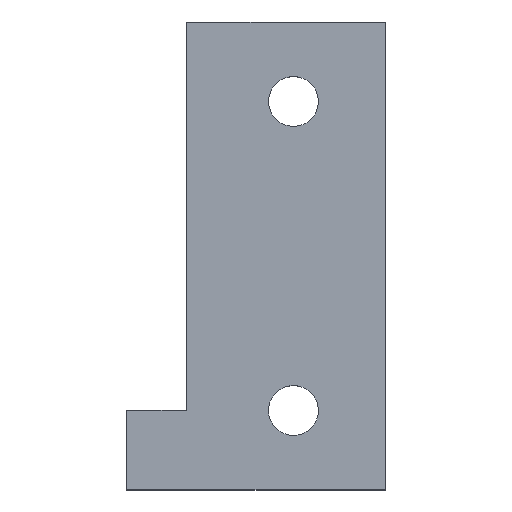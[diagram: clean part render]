
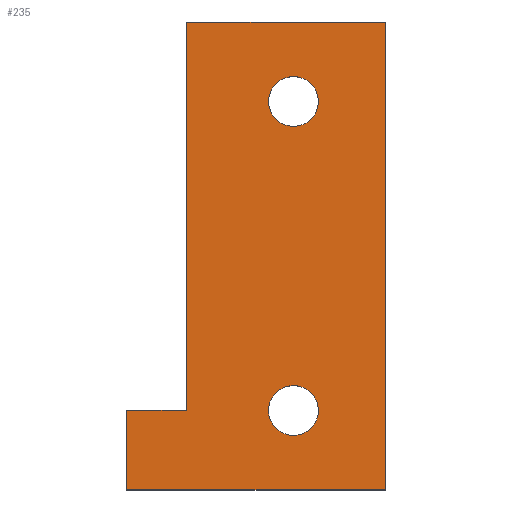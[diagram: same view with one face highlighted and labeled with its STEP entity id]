
A CAD part, top view. The second image highlights one B-rep face of the part: STEP entity #235.
In plain terms, the highlighted planar face has unit normal (0, 0, 1).
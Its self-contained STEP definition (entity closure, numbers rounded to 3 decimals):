
#15=FACE_BOUND('',#52,.T.);
#16=FACE_BOUND('',#53,.T.);
#27=PLANE('',#274);
#39=FACE_OUTER_BOUND('',#51,.T.);
#51=EDGE_LOOP('',(#203,#204,#205,#206,#207,#208,#209,#210));
#52=EDGE_LOOP('',(#211));
#53=EDGE_LOOP('',(#212));
#61=LINE('',#356,#87);
#64=LINE('',#362,#90);
#67=LINE('',#368,#93);
#70=LINE('',#374,#96);
#73=LINE('',#380,#99);
#76=LINE('',#386,#102);
#79=LINE('',#392,#105);
#82=LINE('',#396,#108);
#87=VECTOR('',#296,10.);
#90=VECTOR('',#301,10.);
#93=VECTOR('',#306,10.);
#96=VECTOR('',#311,10.);
#99=VECTOR('',#316,10.);
#102=VECTOR('',#321,10.);
#105=VECTOR('',#326,10.);
#108=VECTOR('',#331,10.);
#109=CIRCLE('',#261,1.25);
#111=CIRCLE('',#264,1.25);
#113=VERTEX_POINT('',#338);
#115=VERTEX_POINT('',#344);
#119=VERTEX_POINT('',#353);
#120=VERTEX_POINT('',#355);
#122=VERTEX_POINT('',#361);
#124=VERTEX_POINT('',#367);
#126=VERTEX_POINT('',#373);
#128=VERTEX_POINT('',#379);
#130=VERTEX_POINT('',#385);
#132=VERTEX_POINT('',#391);
#133=EDGE_CURVE('',#113,#113,#109,.T.);
#136=EDGE_CURVE('',#115,#115,#111,.T.);
#141=EDGE_CURVE('',#120,#119,#61,.T.);
#144=EDGE_CURVE('',#122,#120,#64,.T.);
#147=EDGE_CURVE('',#124,#122,#67,.T.);
#150=EDGE_CURVE('',#126,#124,#70,.T.);
#153=EDGE_CURVE('',#128,#126,#73,.T.);
#156=EDGE_CURVE('',#130,#128,#76,.T.);
#159=EDGE_CURVE('',#132,#130,#79,.T.);
#162=EDGE_CURVE('',#119,#132,#82,.T.);
#203=ORIENTED_EDGE('',*,*,#162,.T.);
#204=ORIENTED_EDGE('',*,*,#159,.T.);
#205=ORIENTED_EDGE('',*,*,#156,.T.);
#206=ORIENTED_EDGE('',*,*,#153,.T.);
#207=ORIENTED_EDGE('',*,*,#150,.T.);
#208=ORIENTED_EDGE('',*,*,#147,.T.);
#209=ORIENTED_EDGE('',*,*,#144,.T.);
#210=ORIENTED_EDGE('',*,*,#141,.T.);
#211=ORIENTED_EDGE('',*,*,#136,.T.);
#212=ORIENTED_EDGE('',*,*,#133,.T.);
#235=ADVANCED_FACE('',(#39,#15,#16),#27,.T.);
#261=AXIS2_PLACEMENT_3D('',#339,#280,#281);
#264=AXIS2_PLACEMENT_3D('',#345,#287,#288);
#274=AXIS2_PLACEMENT_3D('',#397,#332,#333);
#280=DIRECTION('center_axis',(0.,0.,-1.));
#281=DIRECTION('ref_axis',(-1.,-0.01,0.));
#287=DIRECTION('center_axis',(0.,0.,-1.));
#288=DIRECTION('ref_axis',(-1.,0.,0.));
#296=DIRECTION('',(0.,-1.,0.));
#301=DIRECTION('',(-1.,0.,0.));
#306=DIRECTION('',(0.,-1.,0.));
#311=DIRECTION('',(-1.,0.,0.));
#316=DIRECTION('',(0.,1.,0.));
#321=DIRECTION('',(1.,0.,0.));
#326=DIRECTION('',(0.,-1.,0.));
#331=DIRECTION('',(-1.,0.,0.));
#332=DIRECTION('center_axis',(0.,0.,1.));
#333=DIRECTION('ref_axis',(1.,0.,0.));
#338=CARTESIAN_POINT('',(1.631,-7.75,2.));
#339=CARTESIAN_POINT('Origin',(0.381,-7.762,2.));
#344=CARTESIAN_POINT('',(1.631,7.759,2.));
#345=CARTESIAN_POINT('Origin',(0.381,7.759,2.));
#353=CARTESIAN_POINT('',(-5.,-7.75,2.));
#355=CARTESIAN_POINT('',(-5.,-3.773,2.));
#356=CARTESIAN_POINT('',(-5.,-3.773,2.));
#361=CARTESIAN_POINT('',(-4.975,-3.773,2.));
#362=CARTESIAN_POINT('',(5.,-3.773,2.));
#367=CARTESIAN_POINT('',(-4.975,11.75,2.));
#368=CARTESIAN_POINT('',(-4.975,11.75,2.));
#373=CARTESIAN_POINT('',(5.,11.75,2.));
#374=CARTESIAN_POINT('',(5.,11.75,2.));
#379=CARTESIAN_POINT('',(5.,-11.75,2.));
#380=CARTESIAN_POINT('',(5.,-11.75,2.));
#385=CARTESIAN_POINT('',(-8.,-11.75,2.));
#386=CARTESIAN_POINT('',(-8.,-11.75,2.));
#391=CARTESIAN_POINT('',(-8.,-7.75,2.));
#392=CARTESIAN_POINT('',(-8.,-7.75,2.));
#396=CARTESIAN_POINT('',(-5.,-7.75,2.));
#397=CARTESIAN_POINT('Origin',(-1.5,0.,2.));
